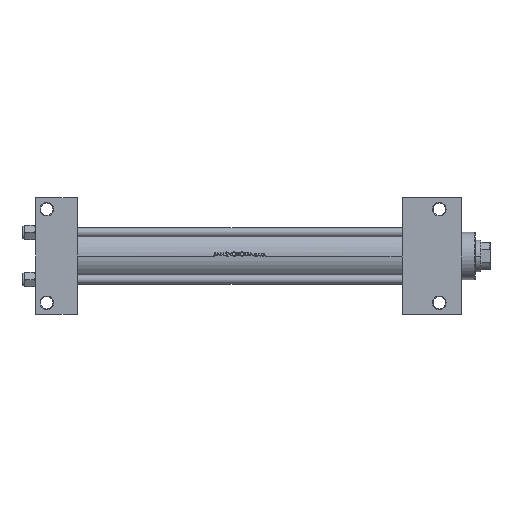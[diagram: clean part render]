
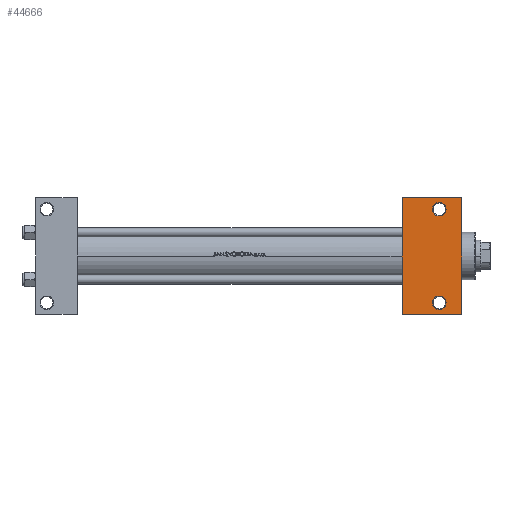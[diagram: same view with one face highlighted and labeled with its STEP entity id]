
A CAD part, front view. The second image highlights one B-rep face of the part: STEP entity #44666.
In plain terms, the highlighted face is planar.
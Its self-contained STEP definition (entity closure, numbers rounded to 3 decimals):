
#299 = ORIENTED_EDGE ( 'NONE', *, *, #48479, .T. ) ;
#702 = AXIS2_PLACEMENT_3D ( 'NONE', #6139, #25245, #14430 ) ;
#2413 = LINE ( 'NONE', #21765, #36359 ) ;
#3100 = EDGE_CURVE ( 'NONE', #19845, #22922, #48064, .T. ) ;
#3576 = VECTOR ( 'NONE', #22404, 1000. ) ;
#3812 = CARTESIAN_POINT ( 'NONE',  ( 352., 41.5, -30. ) ) ;
#4714 = VECTOR ( 'NONE', #47008, 1000. ) ;
#4967 = CARTESIAN_POINT ( 'NONE',  ( 325., 51.5, -30. ) ) ;
#5020 = ORIENTED_EDGE ( 'NONE', *, *, #30009, .T. ) ;
#5263 = CARTESIAN_POINT ( 'NONE',  ( 358., 41.5, -30. ) ) ;
#5971 = CARTESIAN_POINT ( 'NONE',  ( 358., 41.5, -30. ) ) ;
#6139 = CARTESIAN_POINT ( 'NONE',  ( 378., 30., -30. ) ) ;
#8083 = CARTESIAN_POINT ( 'NONE',  ( 325., 30., -30. ) ) ;
#9201 = EDGE_LOOP ( 'NONE', ( #49677, #34845, #13155, #14721 ) ) ;
#9291 = DIRECTION ( 'NONE',  ( 0., 1., 0. ) ) ;
#9533 = ORIENTED_EDGE ( 'NONE', *, *, #17178, .T. ) ;
#10461 = CIRCLE ( 'NONE', #38554, 6. ) ;
#11806 = CARTESIAN_POINT ( 'NONE',  ( 358., -41.5, -30. ) ) ;
#13155 = ORIENTED_EDGE ( 'NONE', *, *, #22487, .T. ) ;
#13399 = CARTESIAN_POINT ( 'NONE',  ( 325., -51.5, -30. ) ) ;
#13451 = FACE_BOUND ( 'NONE', #38362, .T. ) ;
#13505 = CIRCLE ( 'NONE', #22318, 6. ) ;
#13689 = CARTESIAN_POINT ( 'NONE',  ( 364., 41.5, -30. ) ) ;
#13700 = VERTEX_POINT ( 'NONE', #33248 ) ;
#14430 = DIRECTION ( 'NONE',  ( 0., 1., 0. ) ) ;
#14721 = ORIENTED_EDGE ( 'NONE', *, *, #3100, .T. ) ;
#15125 = CARTESIAN_POINT ( 'NONE',  ( 325., 51.5, -30. ) ) ;
#16472 = DIRECTION ( 'NONE',  ( 0., 1., 0. ) ) ;
#17178 = EDGE_CURVE ( 'NONE', #20113, #13700, #13505, .T. ) ;
#18288 = VERTEX_POINT ( 'NONE', #13689 ) ;
#18401 = LINE ( 'NONE', #15125, #3576 ) ;
#18563 = EDGE_LOOP ( 'NONE', ( #299, #9533 ) ) ;
#19845 = VERTEX_POINT ( 'NONE', #28883 ) ;
#19943 = VERTEX_POINT ( 'NONE', #4967 ) ;
#20014 = DIRECTION ( 'NONE',  ( 0., 0., 1. ) ) ;
#20113 = VERTEX_POINT ( 'NONE', #40249 ) ;
#20616 = ORIENTED_EDGE ( 'NONE', *, *, #25183, .T. ) ;
#21277 = DIRECTION ( 'NONE',  ( 0., -1., 0. ) ) ;
#21341 = DIRECTION ( 'NONE',  ( 0., 0., 1. ) ) ;
#21765 = CARTESIAN_POINT ( 'NONE',  ( 378., 30., -30. ) ) ;
#22069 = CARTESIAN_POINT ( 'NONE',  ( 325., -51.5, -30. ) ) ;
#22318 = AXIS2_PLACEMENT_3D ( 'NONE', #34810, #20014, #16472 ) ;
#22404 = DIRECTION ( 'NONE',  ( 1., 0., 0. ) ) ;
#22487 = EDGE_CURVE ( 'NONE', #29685, #19845, #2413, .T. ) ;
#22922 = VERTEX_POINT ( 'NONE', #22069 ) ;
#23908 = LINE ( 'NONE', #8083, #4714 ) ;
#24762 = FACE_BOUND ( 'NONE', #18563, .T. ) ;
#25183 = EDGE_CURVE ( 'NONE', #18288, #31412, #37199, .T. ) ;
#25245 = DIRECTION ( 'NONE',  ( 0., 0., -1. ) ) ;
#27603 = AXIS2_PLACEMENT_3D ( 'NONE', #5971, #28854, #43677 ) ;
#28854 = DIRECTION ( 'NONE',  ( 0., 0., 1. ) ) ;
#28883 = CARTESIAN_POINT ( 'NONE',  ( 378., -51.5, -30. ) ) ;
#29685 = VERTEX_POINT ( 'NONE', #31244 ) ;
#30009 = EDGE_CURVE ( 'NONE', #31412, #18288, #41225, .T. ) ;
#30400 = EDGE_CURVE ( 'NONE', #19943, #29685, #18401, .T. ) ;
#31244 = CARTESIAN_POINT ( 'NONE',  ( 378., 51.5, -30. ) ) ;
#31412 = VERTEX_POINT ( 'NONE', #3812 ) ;
#33248 = CARTESIAN_POINT ( 'NONE',  ( 352., -41.5, -30. ) ) ;
#34810 = CARTESIAN_POINT ( 'NONE',  ( 358., -41.5, -30. ) ) ;
#34845 = ORIENTED_EDGE ( 'NONE', *, *, #30400, .T. ) ;
#36359 = VECTOR ( 'NONE', #21277, 1000. ) ;
#37199 = CIRCLE ( 'NONE', #27603, 6. ) ;
#38362 = EDGE_LOOP ( 'NONE', ( #5020, #20616 ) ) ;
#38554 = AXIS2_PLACEMENT_3D ( 'NONE', #11806, #42198, #49745 ) ;
#40249 = CARTESIAN_POINT ( 'NONE',  ( 364., -41.5, -30. ) ) ;
#40362 = EDGE_CURVE ( 'NONE', #19943, #22922, #23908, .T. ) ;
#40402 = VECTOR ( 'NONE', #47324, 1000. ) ;
#41225 = CIRCLE ( 'NONE', #45251, 6. ) ;
#42198 = DIRECTION ( 'NONE',  ( 0., 0., 1. ) ) ;
#43677 = DIRECTION ( 'NONE',  ( 0., 1., 0. ) ) ;
#44094 = PLANE ( 'NONE',  #702 ) ;
#44666 = ADVANCED_FACE ( 'NONE', ( #13451, #24762, #48355 ), #44094, .T. ) ;
#45251 = AXIS2_PLACEMENT_3D ( 'NONE', #5263, #21341, #9291 ) ;
#47008 = DIRECTION ( 'NONE',  ( 0., -1., 0. ) ) ;
#47324 = DIRECTION ( 'NONE',  ( -1., 0., 0. ) ) ;
#48064 = LINE ( 'NONE', #13399, #40402 ) ;
#48355 = FACE_OUTER_BOUND ( 'NONE', #9201, .T. ) ;
#48479 = EDGE_CURVE ( 'NONE', #13700, #20113, #10461, .T. ) ;
#49677 = ORIENTED_EDGE ( 'NONE', *, *, #40362, .F. ) ;
#49745 = DIRECTION ( 'NONE',  ( 0., 1., 0. ) ) ;
